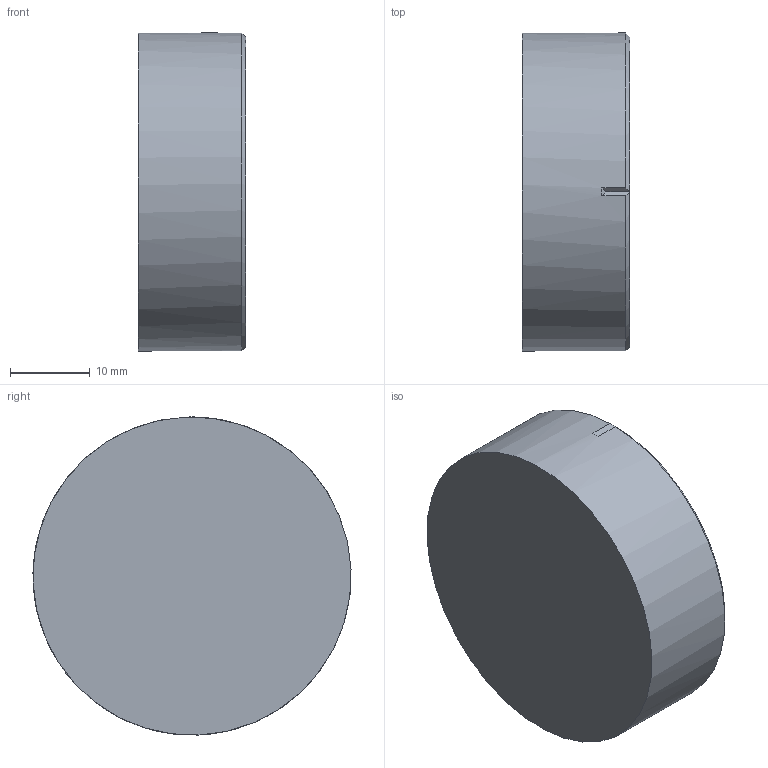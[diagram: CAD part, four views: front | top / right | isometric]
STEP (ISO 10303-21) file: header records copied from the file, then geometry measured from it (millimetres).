
FILE_DESCRIPTION(/* description */ (''),/* implementation_level */ '2;1');
FILE_NAME(/* name */ '实体23.stp',/* time_stamp */ '2020-04-16T14:53:55+08:00',/* author */ ('Administrator'),/* organization */ (''),/* preprocessor_version */ 'ST-DEVELOPER v16.13',/* originating_system */ 'Autodesk Inventor 2018',/* authorisation */ '');
FILE_SCHEMA (('AUTOMOTIVE_DESIGN { 1 0 10303 214 3 1 1 }'));
Length unit declared in the file: millimetre
Products named in the file (1): 实体23
Bounding box: 13.5 x 39.98 x 39.98 mm (x, y, z)
Volume: 13995 mm3; surface area: 5381 mm2
Topology: 1 solids, 1 shells, 26 faces, 43 edges, 28 vertices
Faces by surface type: plane 13, cylinder 10, cone 3
Full cylindrical faces by diameter (mm): 5 x8, 20 x1, 40 x1
Entity records: 621 total; most frequent: DIRECTION 111, CARTESIAN_POINT 84, ORIENTED_EDGE 60, AXIS2_PLACEMENT_3D 54, EDGE_LOOP 47, EDGE_CURVE 30, CIRCLE 27, VERTEX_POINT 27
